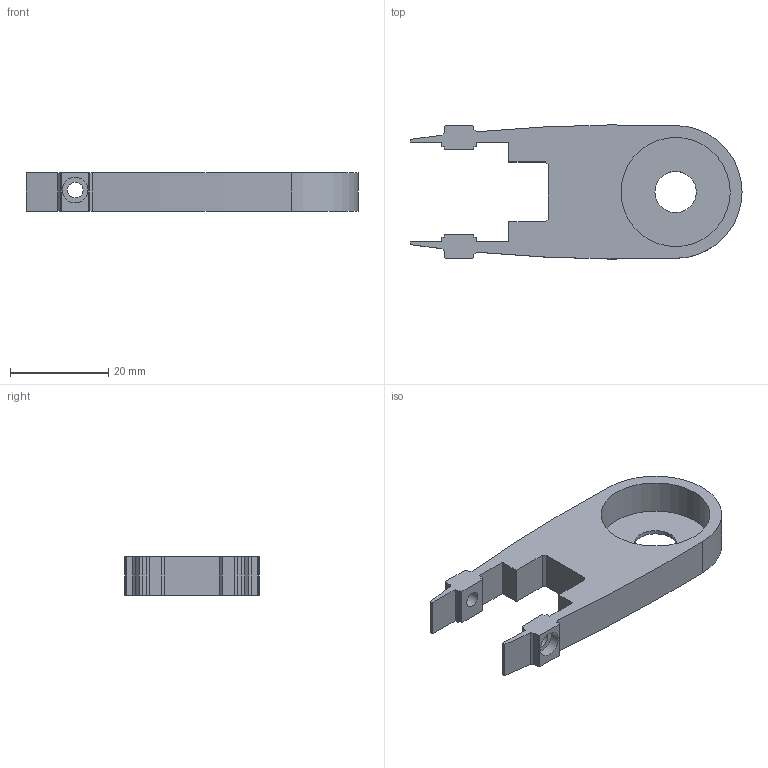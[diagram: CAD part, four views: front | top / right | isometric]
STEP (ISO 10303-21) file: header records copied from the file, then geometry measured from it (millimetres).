
FILE_DESCRIPTION(('HOOPS Exchange Step'),'2;1');
FILE_NAME('temp_export','2024-07-07T15:29:04+10:00',('bjonk'),('Shapr3D Limited'),'HOOPS Exchange 2024.2','Shapr3D','Authorized');
FILE_SCHEMA( ('AUTOMOTIVE_DESIGN { 1 0 10303 214 1 1 1 1 }') );
Length unit declared in the file: millimetre
Products named in the file (2): Lead screw alignment; root
Assembly tree (1 placements, depth 2):
  root
    Lead screw alignment
Bounding box: 67.5 x 27.26 x 7.8 mm (x, y, z)
Volume: 6542.9 mm3; surface area: 4764.4 mm2
Topology: 1 solids, 1 shells, 57 faces, 160 edges, 108 vertices
Faces by surface type: plane 46, cylinder 11
Full cylindrical faces by diameter (mm): 3.2 x2, 5.2 x2, 8.4 x1, 22.2 x1
Entity records: 1887 total; most frequent: CARTESIAN_POINT 327, ORIENTED_EDGE 320, DIRECTION 304, EDGE_CURVE 160, VECTOR 134, LINE 134, VERTEX_POINT 108, AXIS2_PLACEMENT_3D 85
